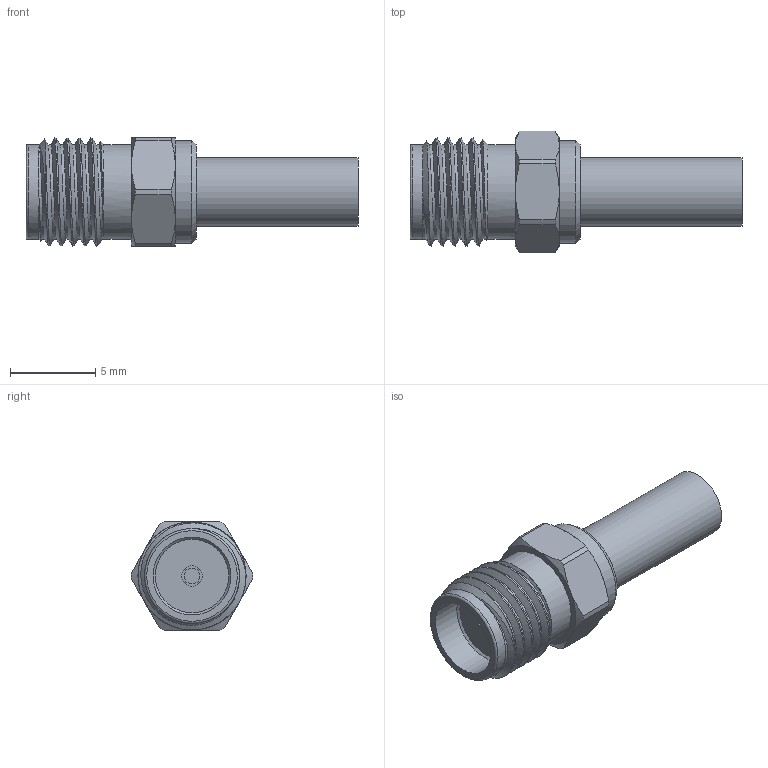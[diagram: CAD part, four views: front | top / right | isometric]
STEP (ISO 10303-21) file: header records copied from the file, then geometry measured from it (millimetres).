
FILE_DESCRIPTION (( 'STEP AP203' ), '1' );
FILE_NAME ('SC7078_3D.step', '2022-06-10T14:58:15', ( '' ), ( '' ), 'SwSTEP 2.0', 'SolidWorks 2021', '' );
FILE_SCHEMA (( 'CONFIG_CONTROL_DESIGN' ));
Length unit declared in the file: inch
Products named in the file (1): SC7078_3D
Bounding box: 19.51 x 7.15 x 6.35 mm (x, y, z)
Volume: 321.5 mm3; surface area: 609.5 mm2
Topology: 2 solids, 2 shells, 55 faces, 113 edges, 69 vertices
Faces by surface type: cylinder 17, plane 17, cone 17, bspline 3, torus 1
Full cylindrical faces by diameter (mm): 0.94 x1, 1.194 x1, 1.6 x1, 2.5 x1, 3 x1, 4 x1, 4.572 x1, 5.582 x2, 5.997 x1
Entity records: 3302 total; most frequent: CARTESIAN_POINT 2174, DIRECTION 214, ORIENTED_EDGE 194, AXIS2_PLACEMENT_3D 101, EDGE_CURVE 97, EDGE_LOOP 78, VERTEX_POINT 67, FACE_OUTER_BOUND 66
